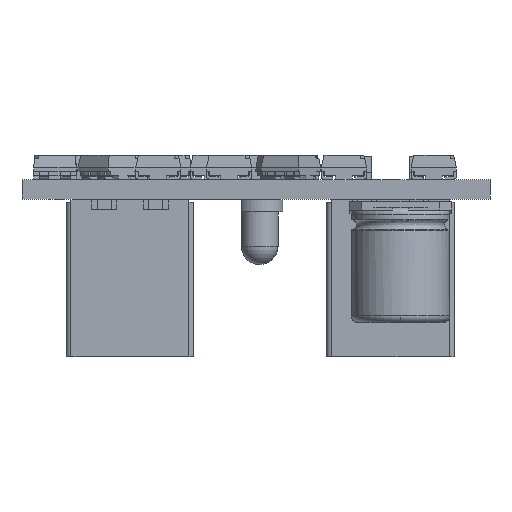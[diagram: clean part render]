
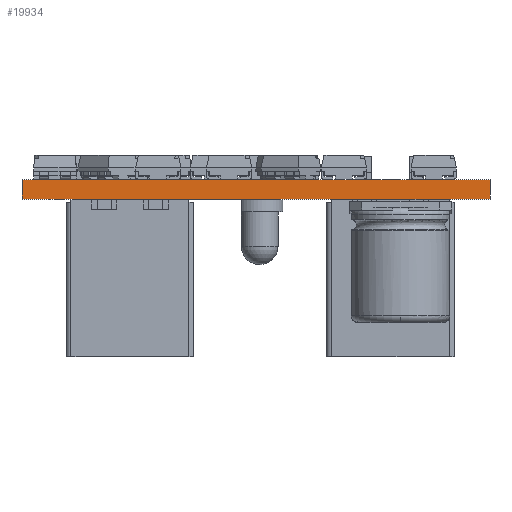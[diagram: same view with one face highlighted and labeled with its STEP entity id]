
A CAD part, front view. The second image highlights one B-rep face of the part: STEP entity #19934.
In plain terms, the highlighted planar face has unit normal (0, -1, 0).
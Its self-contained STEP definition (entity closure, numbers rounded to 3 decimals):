
#19934 = ADVANCED_FACE('',(#19935),#19949,.T.);
#19935 = FACE_BOUND('',#19936,.T.);
#19936 = EDGE_LOOP('',(#19937,#19972,#20000,#20028));
#19937 = ORIENTED_EDGE('',*,*,#19938,.T.);
#19938 = EDGE_CURVE('',#19939,#19941,#19943,.T.);
#19939 = VERTEX_POINT('',#19940);
#19940 = CARTESIAN_POINT('',(158.734,-184.388,0.));
#19941 = VERTEX_POINT('',#19942);
#19942 = CARTESIAN_POINT('',(158.734,-184.388,1.58));
#19943 = SURFACE_CURVE('',#19944,(#19948,#19960),.PCURVE_S1.);
#19944 = LINE('',#19945,#19946);
#19945 = CARTESIAN_POINT('',(158.734,-184.388,0.));
#19946 = VECTOR('',#19947,1.);
#19947 = DIRECTION('',(0.,0.,1.));
#19948 = PCURVE('',#19949,#19954);
#19949 = PLANE('',#19950);
#19950 = AXIS2_PLACEMENT_3D('',#19951,#19952,#19953);
#19951 = CARTESIAN_POINT('',(158.734,-184.388,0.));
#19952 = DIRECTION('',(0.,-1.,0.));
#19953 = DIRECTION('',(-1.,0.,0.));
#19954 = DEFINITIONAL_REPRESENTATION('',(#19955),#19959);
#19955 = LINE('',#19956,#19957);
#19956 = CARTESIAN_POINT('',(0.,-0.));
#19957 = VECTOR('',#19958,1.);
#19958 = DIRECTION('',(0.,-1.));
#19959 = ( GEOMETRIC_REPRESENTATION_CONTEXT(2) 
PARAMETRIC_REPRESENTATION_CONTEXT() REPRESENTATION_CONTEXT('2D SPACE',''
  ) );
#19960 = PCURVE('',#19961,#19966);
#19961 = PLANE('',#19962);
#19962 = AXIS2_PLACEMENT_3D('',#19963,#19964,#19965);
#19963 = CARTESIAN_POINT('',(158.734,-30.718,0.));
#19964 = DIRECTION('',(1.,0.,-0.));
#19965 = DIRECTION('',(0.,-1.,0.));
#19966 = DEFINITIONAL_REPRESENTATION('',(#19967),#19971);
#19967 = LINE('',#19968,#19969);
#19968 = CARTESIAN_POINT('',(153.67,0.));
#19969 = VECTOR('',#19970,1.);
#19970 = DIRECTION('',(0.,-1.));
#19971 = ( GEOMETRIC_REPRESENTATION_CONTEXT(2) 
PARAMETRIC_REPRESENTATION_CONTEXT() REPRESENTATION_CONTEXT('2D SPACE',''
  ) );
#19972 = ORIENTED_EDGE('',*,*,#19973,.T.);
#19973 = EDGE_CURVE('',#19941,#19974,#19976,.T.);
#19974 = VERTEX_POINT('',#19975);
#19975 = CARTESIAN_POINT('',(120.634,-184.388,1.58));
#19976 = SURFACE_CURVE('',#19977,(#19981,#19988),.PCURVE_S1.);
#19977 = LINE('',#19978,#19979);
#19978 = CARTESIAN_POINT('',(158.734,-184.388,1.58));
#19979 = VECTOR('',#19980,1.);
#19980 = DIRECTION('',(-1.,0.,0.));
#19981 = PCURVE('',#19949,#19982);
#19982 = DEFINITIONAL_REPRESENTATION('',(#19983),#19987);
#19983 = LINE('',#19984,#19985);
#19984 = CARTESIAN_POINT('',(0.,-1.58));
#19985 = VECTOR('',#19986,1.);
#19986 = DIRECTION('',(1.,0.));
#19987 = ( GEOMETRIC_REPRESENTATION_CONTEXT(2) 
PARAMETRIC_REPRESENTATION_CONTEXT() REPRESENTATION_CONTEXT('2D SPACE',''
  ) );
#19988 = PCURVE('',#19989,#19994);
#19989 = PLANE('',#19990);
#19990 = AXIS2_PLACEMENT_3D('',#19991,#19992,#19993);
#19991 = CARTESIAN_POINT('',(142.337,-107.016,1.58));
#19992 = DIRECTION('',(-0.,-0.,-1.));
#19993 = DIRECTION('',(-1.,0.,0.));
#19994 = DEFINITIONAL_REPRESENTATION('',(#19995),#19999);
#19995 = LINE('',#19996,#19997);
#19996 = CARTESIAN_POINT('',(-16.397,-77.371));
#19997 = VECTOR('',#19998,1.);
#19998 = DIRECTION('',(1.,0.));
#19999 = ( GEOMETRIC_REPRESENTATION_CONTEXT(2) 
PARAMETRIC_REPRESENTATION_CONTEXT() REPRESENTATION_CONTEXT('2D SPACE',''
  ) );
#20000 = ORIENTED_EDGE('',*,*,#20001,.F.);
#20001 = EDGE_CURVE('',#20002,#19974,#20004,.T.);
#20002 = VERTEX_POINT('',#20003);
#20003 = CARTESIAN_POINT('',(120.634,-184.388,0.));
#20004 = SURFACE_CURVE('',#20005,(#20009,#20016),.PCURVE_S1.);
#20005 = LINE('',#20006,#20007);
#20006 = CARTESIAN_POINT('',(120.634,-184.388,0.));
#20007 = VECTOR('',#20008,1.);
#20008 = DIRECTION('',(0.,0.,1.));
#20009 = PCURVE('',#19949,#20010);
#20010 = DEFINITIONAL_REPRESENTATION('',(#20011),#20015);
#20011 = LINE('',#20012,#20013);
#20012 = CARTESIAN_POINT('',(38.1,0.));
#20013 = VECTOR('',#20014,1.);
#20014 = DIRECTION('',(0.,-1.));
#20015 = ( GEOMETRIC_REPRESENTATION_CONTEXT(2) 
PARAMETRIC_REPRESENTATION_CONTEXT() REPRESENTATION_CONTEXT('2D SPACE',''
  ) );
#20016 = PCURVE('',#20017,#20022);
#20017 = PLANE('',#20018);
#20018 = AXIS2_PLACEMENT_3D('',#20019,#20020,#20021);
#20019 = CARTESIAN_POINT('',(120.634,-184.388,0.));
#20020 = DIRECTION('',(-1.,0.,0.));
#20021 = DIRECTION('',(0.,1.,0.));
#20022 = DEFINITIONAL_REPRESENTATION('',(#20023),#20027);
#20023 = LINE('',#20024,#20025);
#20024 = CARTESIAN_POINT('',(0.,0.));
#20025 = VECTOR('',#20026,1.);
#20026 = DIRECTION('',(0.,-1.));
#20027 = ( GEOMETRIC_REPRESENTATION_CONTEXT(2) 
PARAMETRIC_REPRESENTATION_CONTEXT() REPRESENTATION_CONTEXT('2D SPACE',''
  ) );
#20028 = ORIENTED_EDGE('',*,*,#20029,.F.);
#20029 = EDGE_CURVE('',#19939,#20002,#20030,.T.);
#20030 = SURFACE_CURVE('',#20031,(#20035,#20042),.PCURVE_S1.);
#20031 = LINE('',#20032,#20033);
#20032 = CARTESIAN_POINT('',(158.734,-184.388,0.));
#20033 = VECTOR('',#20034,1.);
#20034 = DIRECTION('',(-1.,0.,0.));
#20035 = PCURVE('',#19949,#20036);
#20036 = DEFINITIONAL_REPRESENTATION('',(#20037),#20041);
#20037 = LINE('',#20038,#20039);
#20038 = CARTESIAN_POINT('',(0.,-0.));
#20039 = VECTOR('',#20040,1.);
#20040 = DIRECTION('',(1.,0.));
#20041 = ( GEOMETRIC_REPRESENTATION_CONTEXT(2) 
PARAMETRIC_REPRESENTATION_CONTEXT() REPRESENTATION_CONTEXT('2D SPACE',''
  ) );
#20042 = PCURVE('',#20043,#20048);
#20043 = PLANE('',#20044);
#20044 = AXIS2_PLACEMENT_3D('',#20045,#20046,#20047);
#20045 = CARTESIAN_POINT('',(142.337,-107.016,0.));
#20046 = DIRECTION('',(-0.,-0.,-1.));
#20047 = DIRECTION('',(-1.,0.,0.));
#20048 = DEFINITIONAL_REPRESENTATION('',(#20049),#20053);
#20049 = LINE('',#20050,#20051);
#20050 = CARTESIAN_POINT('',(-16.397,-77.371));
#20051 = VECTOR('',#20052,1.);
#20052 = DIRECTION('',(1.,0.));
#20053 = ( GEOMETRIC_REPRESENTATION_CONTEXT(2) 
PARAMETRIC_REPRESENTATION_CONTEXT() REPRESENTATION_CONTEXT('2D SPACE',''
  ) );
